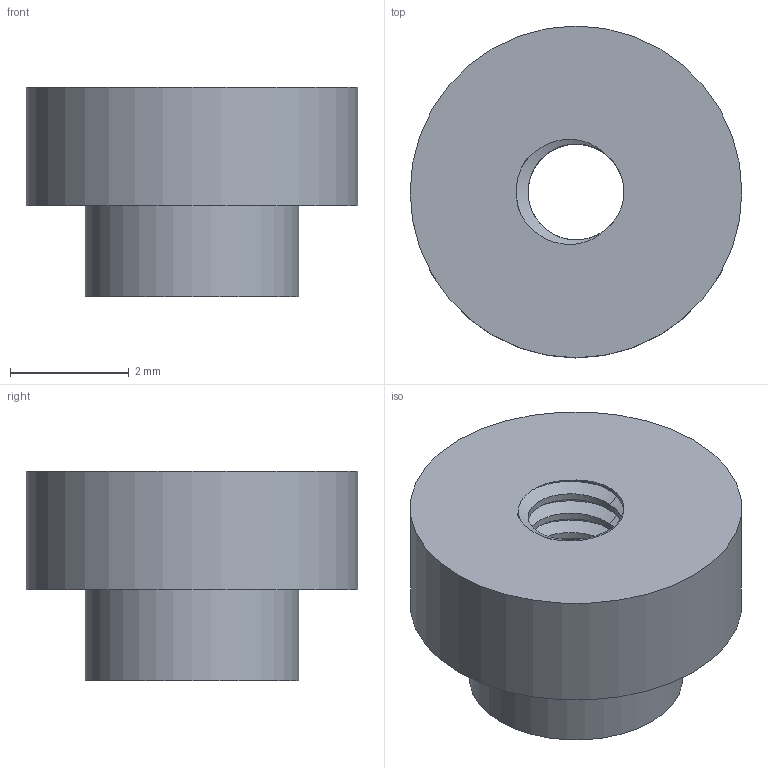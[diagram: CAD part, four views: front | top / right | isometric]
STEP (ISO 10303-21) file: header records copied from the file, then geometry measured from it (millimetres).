
FILE_DESCRIPTION(('FreeCAD Model'),'2;1');
FILE_NAME('Open CASCADE Shape Model','2023-06-12T20:17:24',(''),(''), 'Open CASCADE STEP processor 7.6','FreeCAD','Unknown');
FILE_SCHEMA(('AUTOMOTIVE_DESIGN { 1 0 10303 214 1 1 1 1 }'));
Length unit declared in the file: millimetre
Products named in the file (1): SMTSO2020CTJ_body
Bounding box: 5.6 x 5.6 x 3.53 mm (x, y, z)
Volume: 55.9 mm3; surface area: 128.2 mm2
Topology: 1 solids, 1 shells, 45 faces, 91 edges, 49 vertices
Faces by surface type: bspline 30, cylinder 12, plane 3
Full cylindrical faces by diameter (mm): 1.619 x8, 3.6 x1, 5.6 x1
Entity records: 4313 total; most frequent: CARTESIAN_POINT 3597, ORIENTED_EDGE 182, EDGE_CURVE 91, B_SPLINE_CURVE_WITH_KNOTS 73, DIRECTION 57, VERTEX_POINT 49, FACE_BOUND 48, EDGE_LOOP 48
